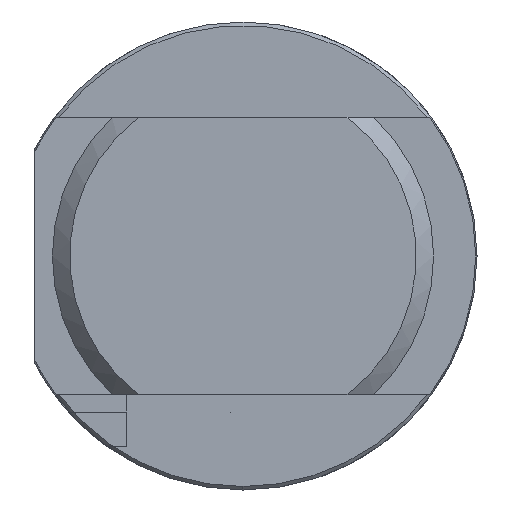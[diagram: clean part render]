
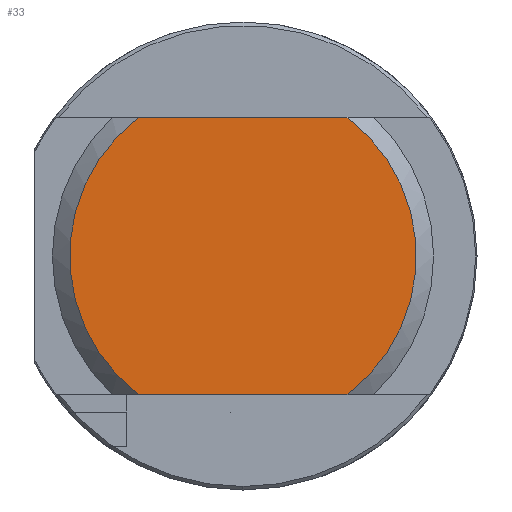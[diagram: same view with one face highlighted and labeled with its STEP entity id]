
A CAD part, left-side view. The second image highlights one B-rep face of the part: STEP entity #33.
In plain terms, the highlighted planar face has unit normal (-1, 0, 0).
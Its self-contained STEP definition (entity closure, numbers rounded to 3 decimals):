
#33 = ADVANCED_FACE ( 'NONE', ( #1302 ), #2435, .F. ) ;
#261 = EDGE_CURVE ( 'NONE', #2180, #2163, #1719, .T. ) ;
#348 = EDGE_LOOP ( 'NONE', ( #1063, #1105, #1210, #1070 ) ) ;
#1063 = ORIENTED_EDGE ( 'NONE', *, *, #3384, .T. ) ;
#1070 = ORIENTED_EDGE ( 'NONE', *, *, #261, .F. ) ;
#1105 = ORIENTED_EDGE ( 'NONE', *, *, #3422, .F. ) ;
#1210 = ORIENTED_EDGE ( 'NONE', *, *, #3890, .T. ) ;
#1302 = FACE_OUTER_BOUND ( 'NONE', #348, .T. ) ;
#1716 = VECTOR ( 'NONE', #3248, 1000. ) ;
#1719 = LINE ( 'NONE', #3239, #1716 ) ;
#1864 = CIRCLE ( 'NONE', #3734, 10. ) ;
#1912 = LINE ( 'NONE', #4476, #1913 ) ;
#1913 = VECTOR ( 'NONE', #4477, 1000. ) ;
#2022 = CIRCLE ( 'NONE', #3785, 10. ) ;
#2139 = VERTEX_POINT ( 'NONE', #3996 ) ;
#2155 = VERTEX_POINT ( 'NONE', #4012 ) ;
#2163 = VERTEX_POINT ( 'NONE', #4020 ) ;
#2180 = VERTEX_POINT ( 'NONE', #4037 ) ;
#2434 = CARTESIAN_POINT ( 'NONE',  ( 0., 0., 0. ) ) ;
#2435 = PLANE ( 'NONE',  #3482 ) ;
#2437 = DIRECTION ( 'NONE',  ( 1., 0., 0. ) ) ;
#2438 = DIRECTION ( 'NONE',  ( 0., 0., -1. ) ) ;
#3239 = CARTESIAN_POINT ( 'NONE',  ( 0., 12.75, 8. ) ) ;
#3248 = DIRECTION ( 'NONE',  ( 0., -1., 0. ) ) ;
#3384 = EDGE_CURVE ( 'NONE', #2180, #2139, #1864, .T. ) ;
#3422 = EDGE_CURVE ( 'NONE', #2155, #2139, #1912, .T. ) ;
#3482 = AXIS2_PLACEMENT_3D ( 'NONE', #2434, #2437, #2438 ) ;
#3734 = AXIS2_PLACEMENT_3D ( 'NONE', #4362, #4372, #4373 ) ;
#3785 = AXIS2_PLACEMENT_3D ( 'NONE', #4751, #4754, #4755 ) ;
#3890 = EDGE_CURVE ( 'NONE', #2155, #2163, #2022, .T. ) ;
#3996 = CARTESIAN_POINT ( 'NONE',  ( 0., 6., -8. ) ) ;
#4012 = CARTESIAN_POINT ( 'NONE',  ( 0., -6., -8. ) ) ;
#4020 = CARTESIAN_POINT ( 'NONE',  ( 0., -6., 8. ) ) ;
#4037 = CARTESIAN_POINT ( 'NONE',  ( 0., 6., 8. ) ) ;
#4362 = CARTESIAN_POINT ( 'NONE',  ( 0., 0., 0. ) ) ;
#4372 = DIRECTION ( 'NONE',  ( -1., 0., 0. ) ) ;
#4373 = DIRECTION ( 'NONE',  ( 0., 0., -1. ) ) ;
#4476 = CARTESIAN_POINT ( 'NONE',  ( 0., 12.75, -8. ) ) ;
#4477 = DIRECTION ( 'NONE',  ( 0., 1., 0. ) ) ;
#4751 = CARTESIAN_POINT ( 'NONE',  ( 0., 0., 0. ) ) ;
#4754 = DIRECTION ( 'NONE',  ( -1., 0., 0. ) ) ;
#4755 = DIRECTION ( 'NONE',  ( 0., 0., -1. ) ) ;
